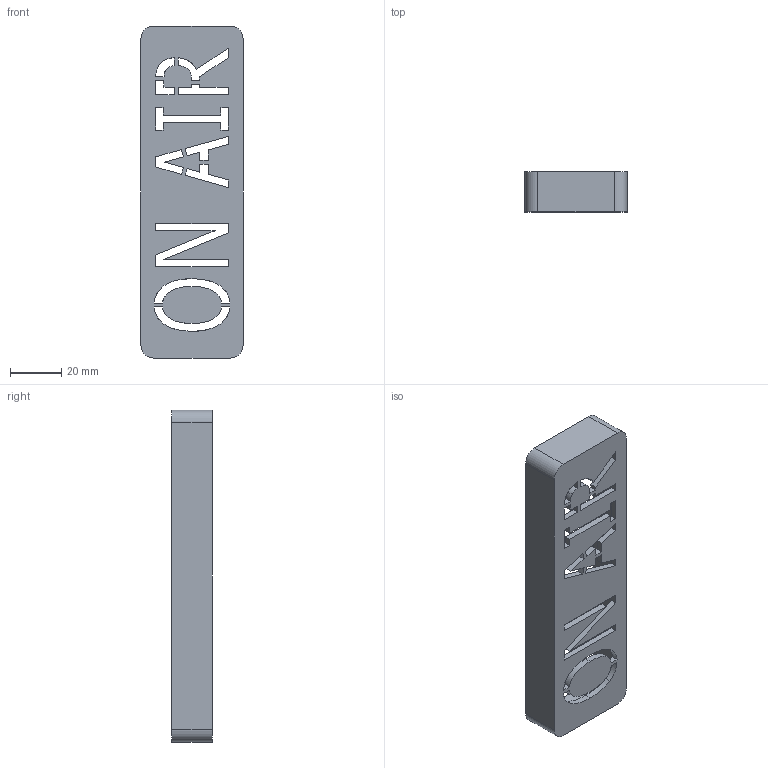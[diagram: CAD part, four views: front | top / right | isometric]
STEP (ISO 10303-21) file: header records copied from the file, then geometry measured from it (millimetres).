
FILE_DESCRIPTION(/* description */ (''),/* implementation_level */ '2;1');
FILE_NAME(/* name */ 'Top Shell.stp',/* time_stamp */ '2021-03-24T16:31:04+01:00',/* author */ ('astral'),/* organization */ (''),/* preprocessor_version */ 'ST-DEVELOPER v18.1',/* originating_system */ 'Autodesk Inventor 2021',/* authorisation */ '');
FILE_SCHEMA (('AUTOMOTIVE_DESIGN { 1 0 10303 214 3 1 1 }'));
Length unit declared in the file: millimetre
Products named in the file (1): OnAir Sign Top
Bounding box: 40 x 15.75 x 130 mm (x, y, z)
Volume: 22140.2 mm3; surface area: 20193.7 mm2
Topology: 1 solids, 1 shells, 122 faces, 345 edges, 230 vertices
Faces by surface type: plane 95, bspline 19, cylinder 8
Full cylindrical faces by diameter (mm): 3.1 x4
Entity records: 4183 total; most frequent: CARTESIAN_POINT 1072, ORIENTED_EDGE 690, DIRECTION 517, EDGE_CURVE 345, LINE 277, VECTOR 277, VERTEX_POINT 230, EDGE_LOOP 149
